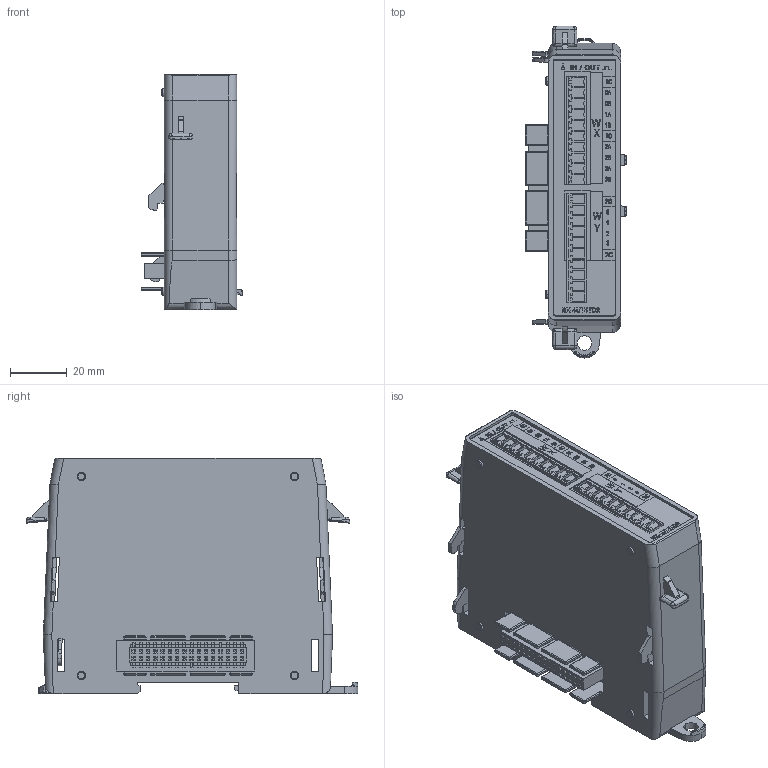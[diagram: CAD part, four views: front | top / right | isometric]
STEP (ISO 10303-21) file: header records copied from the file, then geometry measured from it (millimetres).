
FILE_DESCRIPTION (( 'STEP AP214' ), '1' );
FILE_NAME ('BX-4UT4TD2.STEP', '2020-01-09T12:08:01', ( '' ), ( '' ), 'SwSTEP 2.0', 'SolidWorks 2017', '' );
FILE_SCHEMA (( 'AUTOMOTIVE_DESIGN' ));
Length unit declared in the file: inch
Products named in the file (1): BX-4UT4TD2
Bounding box: 35.62 x 116.5 x 82.55 mm (x, y, z)
Volume: 189762.2 mm3; surface area: 46780 mm2
Topology: 16 solids, 25 shells, 4180 faces, 10981 edges, 7011 vertices
Faces by surface type: plane 2931, cylinder 672, bspline 447, torus 71, cone 35, sphere 24
Entity records: 205471 total; most frequent: CARTESIAN_POINT 51753, ORIENTED_EDGE 21934, DIRECTION 17880, EDGE_CURVE 10967, VECTOR 8518, LINE 8518, VERTEX_POINT 7009, AXIS2_PLACEMENT_3D 4681
